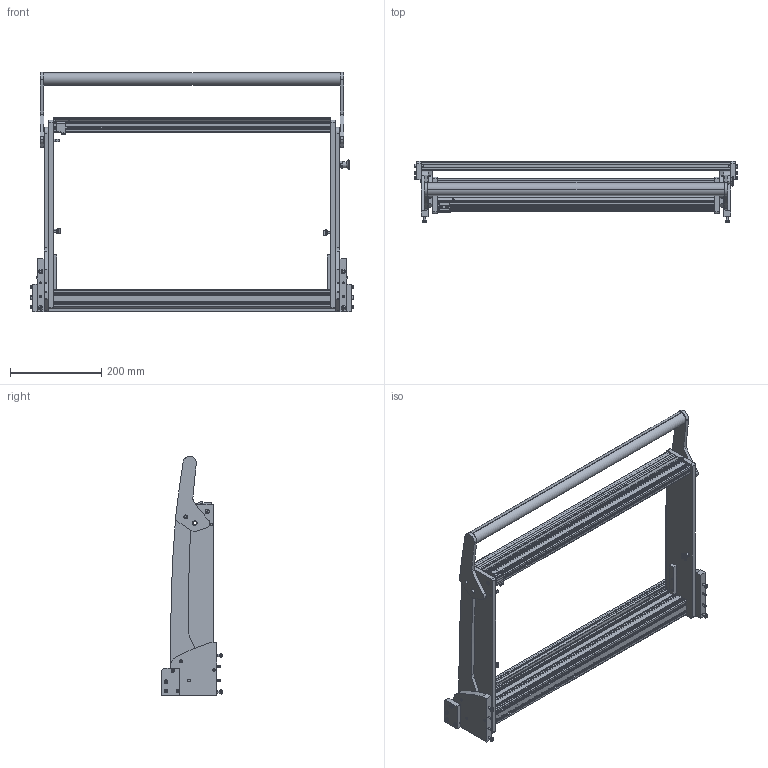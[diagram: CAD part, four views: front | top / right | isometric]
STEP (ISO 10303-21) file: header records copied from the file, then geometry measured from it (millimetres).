
FILE_DESCRIPTION (( 'STEP AP214' ), '1' );
FILE_NAME ('INGUN_54831.STEP', '2024-11-15T14:36:15', ( '' ), ( '' ), 'SwSTEP 2.0', 'SolidWorks 2023', '' );
FILE_SCHEMA (( 'AUTOMOTIVE_DESIGN' ));
Length unit declared in the file: millimetre
Products named in the file (38): 109945~1_KUNDE<S>; 31444~14_KUNDE<S>; 31446~16_KUNDE<S>; 40513~4_KUNDE<S>; DIN912~n_M05,0x016; INGUN_54831; 32724~1; 40335~0_S; 57801~2_S; 109955~1_KUNDE<S>; 109128~0_S; 3521~0_Spring Pin ISO 8752 - 3 x 16 - St; 109952~0_KUNDE<S>; 54833~0; 32578~1_S; 31194~0; SCHNORR~n_05,3 M05; 49317~0; 40328~1_S; 35097~0; ISO7380~n_M05,0x020; 35151~0_S; DIN912~n_M04,0x016; DIN6325~n_04,0m6x014; 32587~7_S; 40329~0_S; DIN7991~n_M05,0x020; 55712~0_KUNDE<S>; 109953~0_KUNDE<S>; ISO7380~n_M03,0x005; DIN125~n_06,4 M06,0 Fase; 53734~1_KUNDE<S>; 47523~0_S; 40327~1; 114115~0_S; 49264~2_S; 40512~8_KUNDE<S>; 34328~1_S
Assembly tree (83 placements, depth 3):
  INGUN_54831
    109952~0_KUNDE<S>
      53734~1_KUNDE<S>
    109953~0_KUNDE<S>
      53734~1_KUNDE<S>
    109945~1_KUNDE<S>
      31444~14_KUNDE<S>
      31446~16_KUNDE<S>
      34328~1_S  x2
      40328~1_S
      40329~0_S
      32587~7_S
      35097~0
      40327~1
      35151~0_S
      32724~1
      3521~0_Spring Pin ISO 8752 - 3 x 16 - St  x5
      32578~1_S  x2
      ISO7380~n_M03,0x005  x2
      114115~0_S  x2
      DIN7991~n_M05,0x020  x8
      57801~2_S  x2
      49317~0  x2
      DIN125~n_06,4 M06,0 Fase  x2
    40512~8_KUNDE<S>
    40513~4_KUNDE<S>
    109955~1_KUNDE<S>
      40335~0_S
      55712~0_KUNDE<S>  x2
    47523~0_S  x10
    31194~0  x2
    ISO7380~n_M05,0x020  x4
    SCHNORR~n_05,3 M05  x4
    DIN6325~n_04,0m6x014  x4
    54833~0
    49264~2_S  x2
    DIN912~n_M05,0x016  x4
    DIN912~n_M04,0x016  x4
    109128~0_S
Bounding box: 708 x 133.7 x 523.94 mm (x, y, z)
Volume: 2666816.5 mm3; surface area: 1552093.5 mm2
Topology: 79 solids, 79 shells, 2029 faces, 5208 edges, 3327 vertices
Faces by surface type: plane 828, cylinder 820, cone 263, bspline 77, torus 25, sphere 16
Entity records: 40745 total; most frequent: CARTESIAN_POINT 7859, DIRECTION 6956, ORIENTED_EDGE 6452, EDGE_CURVE 3226, AXIS2_PLACEMENT_3D 2513, VERTEX_POINT 2094, VECTOR 1930, LINE 1930
